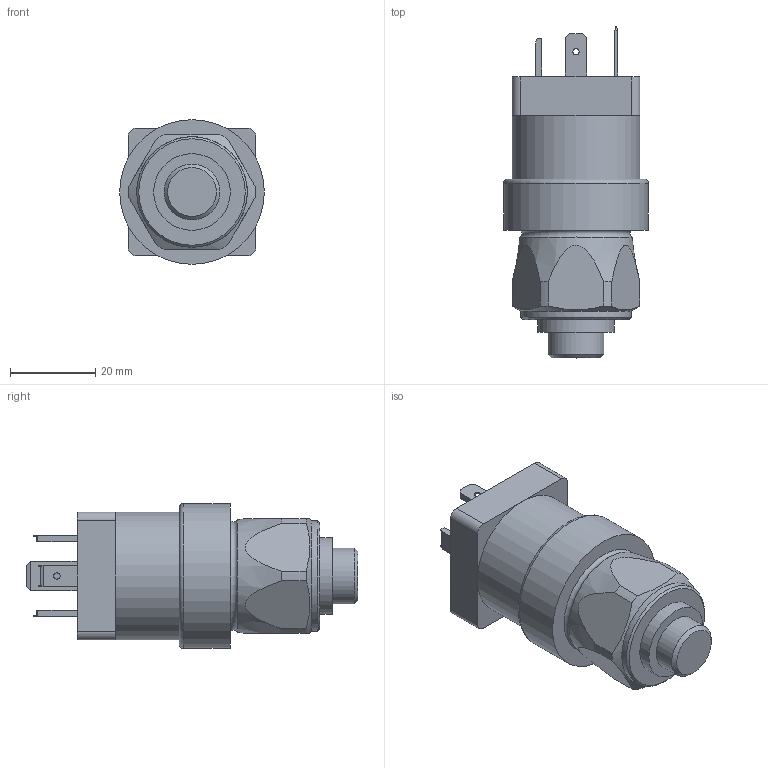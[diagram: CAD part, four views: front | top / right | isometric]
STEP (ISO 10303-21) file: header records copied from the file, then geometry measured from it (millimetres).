
FILE_DESCRIPTION(/* description */ ('STEP AP214'),/* implementation_level */ '2;1');
FILE_NAME(/* name */ '175252_PEV-1_4-A-SW27-B-OD',/* time_stamp */ '2024-09-13T18:18:23+02:00',/* author */ ('License CC BY-ND 4.0'),/* organization */ ('CADENAS'),/* preprocessor_version */ 'ST-DEVELOPER v19.3',/* originating_system */ 'PARTsolutions',/* authorisation */ ' ');
FILE_SCHEMA (('AUTOMOTIVE_DESIGN {1 0 10303 214 3 1 1}'));
Length unit declared in the file: millimetre
Products named in the file (1): 175252 PEV-1/4-A-SW27-B-OD
Bounding box: 34 x 78 x 34 mm (x, y, z)
Volume: 43260 mm3; surface area: 8994 mm2
Topology: 1 solids, 1 shells, 116 faces, 301 edges, 198 vertices
Faces by surface type: plane 85, cylinder 23, cone 6, torus 2
Full cylindrical faces by diameter (mm): 1.5 x4, 3.6 x1, 5 x1, 8 x1, 13.157 x1, 18 x1, 26 x1, 30 x1, 34 x1
Entity records: 3495 total; most frequent: CARTESIAN_POINT 699, DIRECTION 551, ORIENTED_EDGE 548, EDGE_CURVE 274, LINE 207, VECTOR 207, VERTEX_POINT 192, AXIS2_PLACEMENT_3D 172
